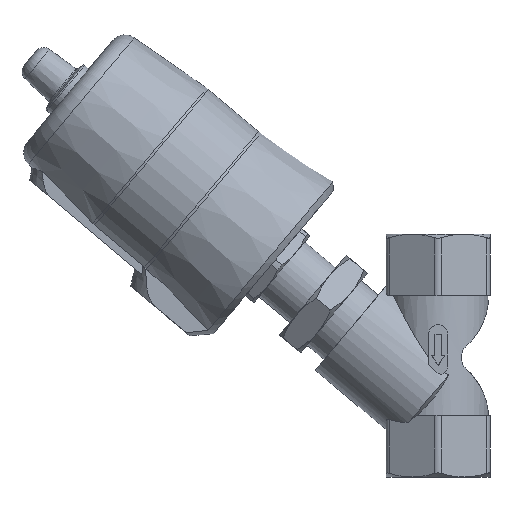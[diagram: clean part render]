
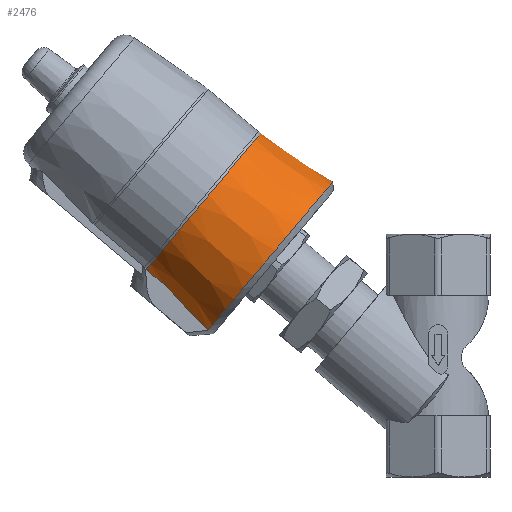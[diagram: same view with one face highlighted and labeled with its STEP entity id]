
A CAD part, left-side view. The second image highlights one B-rep face of the part: STEP entity #2476.
In plain terms, the highlighted conical face has half-angle 5.9 degrees and reference radius 28.042 mm.
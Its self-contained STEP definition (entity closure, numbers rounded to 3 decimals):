
#50=CONICAL_SURFACE('',#2731,28.042,0.103);
#463=B_SPLINE_CURVE_WITH_KNOTS('',3,(#4059,#4060,#4061,#4062,#4063,#4064,
#4065,#4066,#4067,#4068,#4069,#4070,#4071,#4072,#4073,#4074,#4075,#4076,
#4077,#4078,#4079,#4080,#4081,#4082,#4083,#4084,#4085,#4086,#4087,#4088,
#4089,#4090,#4091,#4092,#4093,#4094,#4095,#4096,#4097,#4098,#4099),
 .UNSPECIFIED.,.F.,.F.,(4,1,1,1,1,1,1,1,1,1,1,1,1,1,1,1,1,1,1,1,1,1,1,1,
1,1,1,1,1,1,1,1,1,1,1,1,1,1,4),(0.01,0.016,0.021,
0.026,0.032,0.037,0.043,
0.048,0.053,0.059,0.064,
0.07,0.075,0.08,0.083,
0.086,0.091,0.094,0.097,
0.102,0.105,0.107,0.113,
0.118,0.121,0.124,0.129,
0.132,0.134,0.14,0.143,
0.145,0.151,0.156,0.161,
0.167,0.172,0.178,0.183),
 .UNSPECIFIED.);
#477=B_SPLINE_CURVE_WITH_KNOTS('',3,(#4244,#4245,#4246,#4247),
 .UNSPECIFIED.,.F.,.F.,(4,4),(0.035,0.042),
 .UNSPECIFIED.);
#478=B_SPLINE_CURVE_WITH_KNOTS('',3,(#4259,#4260,#4261,#4262),
 .UNSPECIFIED.,.F.,.F.,(4,4),(0.054,0.055),
 .UNSPECIFIED.);
#481=B_SPLINE_CURVE_WITH_KNOTS('',3,(#4276,#4277,#4278,#4279),
 .UNSPECIFIED.,.F.,.F.,(4,4),(0.054,0.055),
 .UNSPECIFIED.);
#482=B_SPLINE_CURVE_WITH_KNOTS('',3,(#4289,#4290,#4291,#4292),
 .UNSPECIFIED.,.F.,.F.,(4,4),(0.,0.007),
 .UNSPECIFIED.);
#483=B_SPLINE_CURVE_WITH_KNOTS('',3,(#4296,#4297,#4298,#4299),
 .UNSPECIFIED.,.F.,.F.,(4,4),(0.007,0.026),
 .UNSPECIFIED.);
#484=B_SPLINE_CURVE_WITH_KNOTS('',3,(#4300,#4301,#4302,#4303),
 .UNSPECIFIED.,.F.,.F.,(4,4),(0.007,0.026),
 .UNSPECIFIED.);
#807=ORIENTED_EDGE('',*,*,#1463,.T.);
#808=ORIENTED_EDGE('',*,*,#1405,.T.);
#809=ORIENTED_EDGE('',*,*,#1464,.F.);
#810=ORIENTED_EDGE('',*,*,#1461,.T.);
#811=ORIENTED_EDGE('',*,*,#1459,.T.);
#812=ORIENTED_EDGE('',*,*,#1456,.F.);
#813=ORIENTED_EDGE('',*,*,#1455,.T.);
#814=ORIENTED_EDGE('',*,*,#1452,.T.);
#815=ORIENTED_EDGE('',*,*,#1450,.T.);
#816=ORIENTED_EDGE('',*,*,#1446,.T.);
#1405=EDGE_CURVE('',#1744,#1743,#463,.T.);
#1446=EDGE_CURVE('',#1777,#1778,#477,.T.);
#1450=EDGE_CURVE('',#1780,#1777,#1953,.F.);
#1452=EDGE_CURVE('',#1781,#1780,#478,.T.);
#1455=EDGE_CURVE('',#1782,#1781,#1954,.T.);
#1456=EDGE_CURVE('',#1782,#1783,#481,.T.);
#1459=EDGE_CURVE('',#1785,#1783,#1955,.F.);
#1461=EDGE_CURVE('',#1786,#1785,#482,.T.);
#1463=EDGE_CURVE('',#1778,#1744,#483,.T.);
#1464=EDGE_CURVE('',#1786,#1743,#484,.T.);
#1743=VERTEX_POINT('',#4058);
#1744=VERTEX_POINT('',#4100);
#1777=VERTEX_POINT('',#4248);
#1778=VERTEX_POINT('',#4249);
#1780=VERTEX_POINT('',#4256);
#1781=VERTEX_POINT('',#4263);
#1782=VERTEX_POINT('',#4273);
#1783=VERTEX_POINT('',#4280);
#1785=VERTEX_POINT('',#4286);
#1786=VERTEX_POINT('',#4293);
#1953=CIRCLE('',#2723,28.107);
#1954=CIRCLE('',#2726,28.042);
#1955=CIRCLE('',#2729,28.107);
#2070=EDGE_LOOP('',(#807,#808,#809,#810,#811,#812,#813,#814,#815,#816));
#2265=FACE_BOUND('',#2070,.T.);
#2476=ADVANCED_FACE('',(#2265),#50,.T.);
#2723=AXIS2_PLACEMENT_3D('',#4255,#3172,#3173);
#2726=AXIS2_PLACEMENT_3D('',#4274,#3179,#3180);
#2729=AXIS2_PLACEMENT_3D('',#4285,#3187,#3188);
#2731=AXIS2_PLACEMENT_3D('',#4295,#3193,#3194);
#3172=DIRECTION('',(-0.643,0.766,0.));
#3173=DIRECTION('',(-0.766,-0.643,0.));
#3179=DIRECTION('',(0.643,-0.766,0.));
#3180=DIRECTION('',(0.766,0.643,0.));
#3187=DIRECTION('',(-0.643,0.766,0.));
#3188=DIRECTION('',(-0.766,-0.643,0.));
#3193=DIRECTION('',(0.643,-0.766,0.));
#3194=DIRECTION('',(0.766,0.643,0.));
#4058=CARTESIAN_POINT('',(-45.277,71.086,10.));
#4059=CARTESIAN_POINT('',(-45.277,71.086,-10.));
#4060=CARTESIAN_POINT('',(-45.728,70.708,-11.714));
#4061=CARTESIAN_POINT('',(-46.842,69.773,-14.989));
#4062=CARTESIAN_POINT('',(-49.192,67.802,-19.529));
#4063=CARTESIAN_POINT('',(-52.063,65.393,-23.397));
#4064=CARTESIAN_POINT('',(-55.467,62.537,-26.605));
#4065=CARTESIAN_POINT('',(-59.179,59.422,-28.944));
#4066=CARTESIAN_POINT('',(-63.224,56.028,-30.428));
#4067=CARTESIAN_POINT('',(-67.324,52.588,-30.956));
#4068=CARTESIAN_POINT('',(-71.514,49.072,-30.532));
#4069=CARTESIAN_POINT('',(-75.503,45.725,-29.185));
#4070=CARTESIAN_POINT('',(-79.324,42.519,-26.905));
#4071=CARTESIAN_POINT('',(-82.716,39.673,-23.847));
#4072=CARTESIAN_POINT('',(-85.702,37.168,-19.989));
#4073=CARTESIAN_POINT('',(-87.68,35.508,-16.332));
#4074=CARTESIAN_POINT('',(-88.98,34.417,-13.1));
#4075=CARTESIAN_POINT('',(-90.04,33.528,-9.777));
#4076=CARTESIAN_POINT('',(-90.76,32.923,-6.305));
#4077=CARTESIAN_POINT('',(-91.127,32.615,-2.689));
#4078=CARTESIAN_POINT('',(-91.246,32.515,0.902));
#4079=CARTESIAN_POINT('',(-91.007,32.716,4.495));
#4080=CARTESIAN_POINT('',(-90.398,33.227,8.051));
#4081=CARTESIAN_POINT('',(-89.565,33.926,11.47));
#4082=CARTESIAN_POINT('',(-88.09,35.163,15.573));
#4083=CARTESIAN_POINT('',(-86.083,36.847,19.277));
#4084=CARTESIAN_POINT('',(-84.218,38.412,21.91));
#4085=CARTESIAN_POINT('',(-82.151,40.147,24.356));
#4086=CARTESIAN_POINT('',(-79.874,42.057,26.404));
#4087=CARTESIAN_POINT('',(-77.425,44.112,28.041));
#4088=CARTESIAN_POINT('',(-74.835,46.285,29.411));
#4089=CARTESIAN_POINT('',(-72.165,48.526,30.308));
#4090=CARTESIAN_POINT('',(-69.429,50.821,30.746));
#4091=CARTESIAN_POINT('',(-66.634,53.166,30.867));
#4092=CARTESIAN_POINT('',(-63.22,56.031,30.427));
#4093=CARTESIAN_POINT('',(-59.177,59.423,28.943));
#4094=CARTESIAN_POINT('',(-55.464,62.539,26.603));
#4095=CARTESIAN_POINT('',(-52.059,65.396,23.392));
#4096=CARTESIAN_POINT('',(-49.192,67.802,19.529));
#4097=CARTESIAN_POINT('',(-46.839,69.776,14.984));
#4098=CARTESIAN_POINT('',(-45.726,70.71,11.705));
#4099=CARTESIAN_POINT('',(-45.277,71.086,10.));
#4100=CARTESIAN_POINT('',(-45.277,71.086,-10.));
#4244=CARTESIAN_POINT('',(-63.655,89.674,-7.808));
#4245=CARTESIAN_POINT('',(-62.253,88.004,-8.619));
#4246=CARTESIAN_POINT('',(-60.824,86.301,-9.335));
#4247=CARTESIAN_POINT('',(-59.387,84.588,-10.));
#4248=CARTESIAN_POINT('',(-63.655,89.674,-7.808));
#4249=CARTESIAN_POINT('',(-59.387,84.588,-10.));
#4255=CARTESIAN_POINT('',(-84.338,72.318,0.));
#4256=CARTESIAN_POINT('',(-63.815,89.539,-8.5));
#4259=CARTESIAN_POINT('',(-64.268,89.973,-8.5));
#4260=CARTESIAN_POINT('',(-64.117,89.828,-8.5));
#4261=CARTESIAN_POINT('',(-63.966,89.684,-8.5));
#4262=CARTESIAN_POINT('',(-63.815,89.539,-8.5));
#4263=CARTESIAN_POINT('',(-64.268,89.973,-8.5));
#4273=CARTESIAN_POINT('',(-64.268,89.973,8.5));
#4274=CARTESIAN_POINT('',(-84.739,72.796,0.));
#4276=CARTESIAN_POINT('',(-64.268,89.973,8.5));
#4277=CARTESIAN_POINT('',(-64.117,89.828,8.5));
#4278=CARTESIAN_POINT('',(-63.966,89.684,8.5));
#4279=CARTESIAN_POINT('',(-63.815,89.539,8.5));
#4280=CARTESIAN_POINT('',(-63.815,89.539,8.5));
#4285=CARTESIAN_POINT('',(-84.338,72.318,0.));
#4286=CARTESIAN_POINT('',(-63.655,89.674,7.808));
#4289=CARTESIAN_POINT('',(-59.387,84.588,10.));
#4290=CARTESIAN_POINT('',(-60.825,86.302,9.335));
#4291=CARTESIAN_POINT('',(-62.251,88.001,8.62));
#4292=CARTESIAN_POINT('',(-63.655,89.674,7.808));
#4293=CARTESIAN_POINT('',(-59.387,84.588,10.));
#4295=CARTESIAN_POINT('',(-84.739,72.796,0.));
#4296=CARTESIAN_POINT('',(-59.387,84.588,-10.));
#4297=CARTESIAN_POINT('',(-54.682,80.09,-10.));
#4298=CARTESIAN_POINT('',(-49.979,75.589,-10.));
#4299=CARTESIAN_POINT('',(-45.277,71.086,-10.));
#4300=CARTESIAN_POINT('',(-59.387,84.588,10.));
#4301=CARTESIAN_POINT('',(-54.682,80.09,10.));
#4302=CARTESIAN_POINT('',(-49.979,75.589,10.));
#4303=CARTESIAN_POINT('',(-45.277,71.086,10.));
